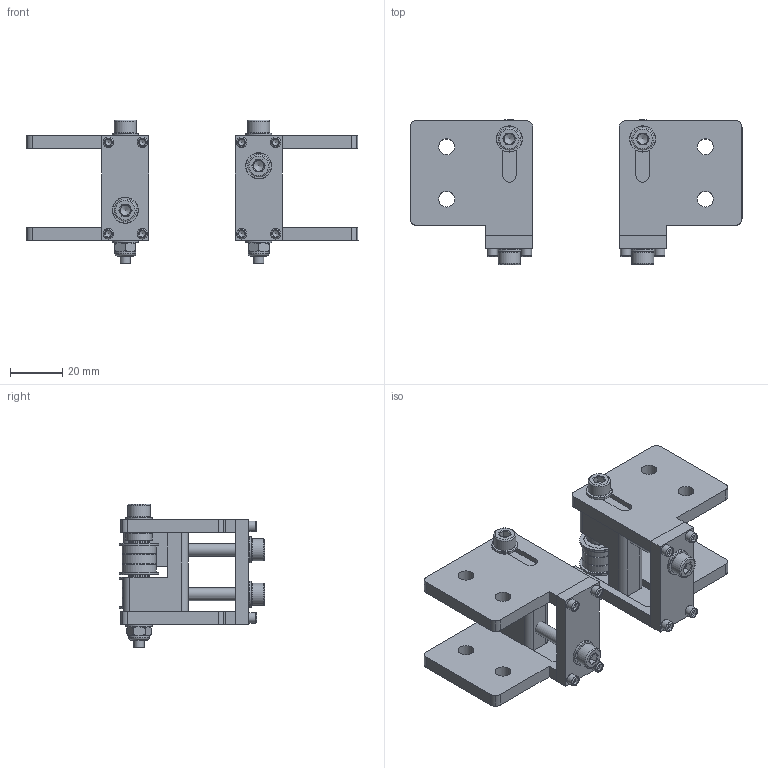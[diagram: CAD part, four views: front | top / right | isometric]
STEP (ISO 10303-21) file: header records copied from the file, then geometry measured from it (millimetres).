
FILE_DESCRIPTION(('HOOPS Exchange Step'),'2;1');
FILE_NAME('temp_export','2024-03-02T12:45:33-05:00',('mobile'),('Shapr3D Limited'),'HOOPS Exchange 2023.2','Shapr3D','Authorized');
FILE_SCHEMA( ('AUTOMOTIVE_DESIGN { 1 0 10303 214 1 1 1 1 }') );
Length unit declared in the file: millimetre
Products named in the file (12): Parts; M5x40 Shoulder Bolt; M5 Nylon Locking Nut; M5x20 Screws; 695ZZ Bearing; F695ZZ Bearing; Mini Precision Shims - 8x5x1mm; M5 Washers; M4x10 Screws; Hardware; Front Tensioners.step; root
Assembly tree (11 placements, depth 4):
  root
    Front Tensioners.step
      Parts
      Hardware
        M5x40 Shoulder Bolt
        M5 Nylon Locking Nut
        M5x20 Screws
        695ZZ Bearing
        F695ZZ Bearing
        Mini Precision Shims - 8x5x1mm
        M5 Washers
        M4x10 Screws
Bounding box: 127 x 55.5 x 55 mm (x, y, z)
Volume: 58119.2 mm3; surface area: 40920.4 mm2
Topology: 40 solids, 40 shells, 782 faces, 1908 edges, 1252 vertices
Faces by surface type: plane 426, cylinder 178, cone 128, torus 50
Full cylindrical faces by diameter (mm): 2.05 x8, 2.427 x8, 2.6 x8, 3.901 x2, 4 x10, 4.2 x2, 4.234 x2, 4.901 x4, 5 x20, 5.1 x6, 6.1 x8, 6.5 x12, 8 x6, 8.5 x4, 10 x8, 11.5 x12, 13 x6, 15 x4
Entity records: 25079 total; most frequent: CARTESIAN_POINT 5610, DIRECTION 4242, ORIENTED_EDGE 3792, EDGE_CURVE 1896, AXIS2_PLACEMENT_3D 1662, VERTEX_POINT 1252, EDGE_LOOP 936, FACE_BOUND 936
